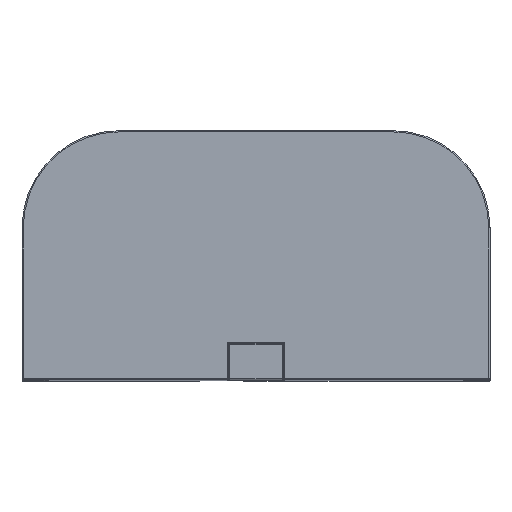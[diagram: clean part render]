
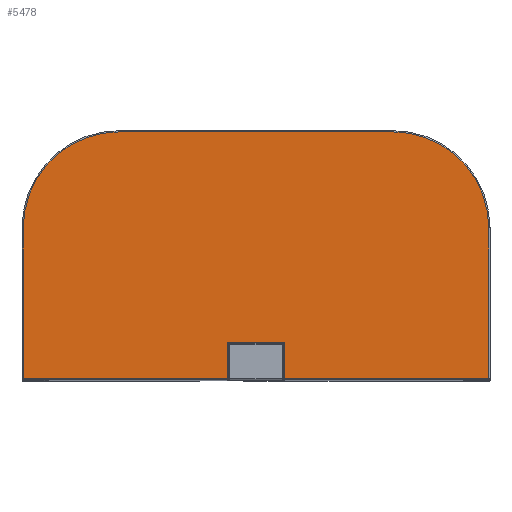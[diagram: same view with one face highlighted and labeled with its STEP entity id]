
A CAD part, top view. The second image highlights one B-rep face of the part: STEP entity #5478.
In plain terms, the highlighted planar face has unit normal (0, 0, 1).
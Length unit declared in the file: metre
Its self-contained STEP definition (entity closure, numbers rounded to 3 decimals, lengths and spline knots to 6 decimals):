
#454=CIRCLE('',#5892,0.0079);
#455=CIRCLE('',#5893,0.0079);
#805=ORIENTED_EDGE('',*,*,#2457,.T.);
#806=ORIENTED_EDGE('',*,*,#2458,.T.);
#807=ORIENTED_EDGE('',*,*,#2459,.T.);
#808=ORIENTED_EDGE('',*,*,#2460,.T.);
#809=ORIENTED_EDGE('',*,*,#2461,.T.);
#810=ORIENTED_EDGE('',*,*,#2462,.T.);
#811=ORIENTED_EDGE('',*,*,#2463,.T.);
#812=ORIENTED_EDGE('',*,*,#2464,.T.);
#813=ORIENTED_EDGE('',*,*,#2465,.T.);
#814=ORIENTED_EDGE('',*,*,#2466,.T.);
#2457=EDGE_CURVE('',#3281,#3282,#3731,.T.);
#2458=EDGE_CURVE('',#3282,#3283,#3732,.F.);
#2459=EDGE_CURVE('',#3283,#3284,#454,.T.);
#2460=EDGE_CURVE('',#3284,#3285,#3733,.F.);
#2461=EDGE_CURVE('',#3285,#3286,#455,.T.);
#2462=EDGE_CURVE('',#3286,#3287,#3734,.T.);
#2463=EDGE_CURVE('',#3287,#3288,#3735,.T.);
#2464=EDGE_CURVE('',#3288,#3289,#3736,.F.);
#2465=EDGE_CURVE('',#3289,#3290,#3737,.T.);
#2466=EDGE_CURVE('',#3290,#3281,#3738,.T.);
#3281=VERTEX_POINT('',#8767);
#3282=VERTEX_POINT('',#8768);
#3283=VERTEX_POINT('',#8770);
#3284=VERTEX_POINT('',#8772);
#3285=VERTEX_POINT('',#8774);
#3286=VERTEX_POINT('',#8776);
#3287=VERTEX_POINT('',#8778);
#3288=VERTEX_POINT('',#8780);
#3289=VERTEX_POINT('',#8782);
#3290=VERTEX_POINT('',#8784);
#3731=LINE('',#8766,#4211);
#3732=LINE('',#8769,#4212);
#3733=LINE('',#8773,#4213);
#3734=LINE('',#8777,#4214);
#3735=LINE('',#8779,#4215);
#3736=LINE('',#8781,#4216);
#3737=LINE('',#8783,#4217);
#3738=LINE('',#8785,#4218);
#4211=VECTOR('',#6755,1.);
#4212=VECTOR('',#6756,1.);
#4213=VECTOR('',#6759,1.);
#4214=VECTOR('',#6762,1.);
#4215=VECTOR('',#6763,1.);
#4216=VECTOR('',#6764,1.);
#4217=VECTOR('',#6765,1.);
#4218=VECTOR('',#6766,1.);
#4562=EDGE_LOOP('',(#805,#806,#807,#808,#809,#810,#811,#812,#813,#814));
#4968=FACE_BOUND('',#4562,.T.);
#5368=PLANE('',#5891);
#5478=ADVANCED_FACE('',(#4968),#5368,.T.);
#5891=AXIS2_PLACEMENT_3D('',#8765,#6753,#6754);
#5892=AXIS2_PLACEMENT_3D('',#8771,#6757,#6758);
#5893=AXIS2_PLACEMENT_3D('',#8775,#6760,#6761);
#6753=DIRECTION('',(0.,0.,1.));
#6754=DIRECTION('',(1.,0.,0.));
#6755=DIRECTION('',(1.,0.,0.));
#6756=DIRECTION('',(0.,-1.,0.));
#6757=DIRECTION('',(0.,0.,1.));
#6758=DIRECTION('',(1.,0.,0.));
#6759=DIRECTION('',(1.,0.,0.));
#6760=DIRECTION('',(0.,0.,1.));
#6761=DIRECTION('',(1.,0.,0.));
#6762=DIRECTION('',(0.,-1.,0.));
#6763=DIRECTION('',(1.,0.,0.));
#6764=DIRECTION('',(0.,-1.,0.));
#6765=DIRECTION('',(1.,0.,0.));
#6766=DIRECTION('',(0.,-1.,0.));
#8765=CARTESIAN_POINT('',(0.,0.,0.03535));
#8766=CARTESIAN_POINT('',(0.01925,-0.01015,0.03535));
#8767=CARTESIAN_POINT('',(0.00235,-0.01015,0.03535));
#8768=CARTESIAN_POINT('',(0.01915,-0.01015,0.03535));
#8769=CARTESIAN_POINT('',(0.01915,0.,0.03535));
#8770=CARTESIAN_POINT('',(0.01915,0.00225,0.03535));
#8771=CARTESIAN_POINT('',(0.01125,0.00225,0.03535));
#8772=CARTESIAN_POINT('',(0.01125,0.01015,0.03535));
#8773=CARTESIAN_POINT('',(0.,0.01015,0.03535));
#8774=CARTESIAN_POINT('',(-0.01125,0.01015,0.03535));
#8775=CARTESIAN_POINT('',(-0.01125,0.00225,0.03535));
#8776=CARTESIAN_POINT('',(-0.01915,0.00225,0.03535));
#8777=CARTESIAN_POINT('',(-0.01915,-0.01025,0.03535));
#8778=CARTESIAN_POINT('',(-0.01915,-0.01015,0.03535));
#8779=CARTESIAN_POINT('',(-0.00225,-0.01015,0.03535));
#8780=CARTESIAN_POINT('',(-0.00235,-0.01015,0.03535));
#8781=CARTESIAN_POINT('',(-0.00235,-0.00725,0.03535));
#8782=CARTESIAN_POINT('',(-0.00235,-0.00715,0.03535));
#8783=CARTESIAN_POINT('',(0.,-0.00715,0.03535));
#8784=CARTESIAN_POINT('',(0.00235,-0.00715,0.03535));
#8785=CARTESIAN_POINT('',(0.00235,0.,0.03535));
